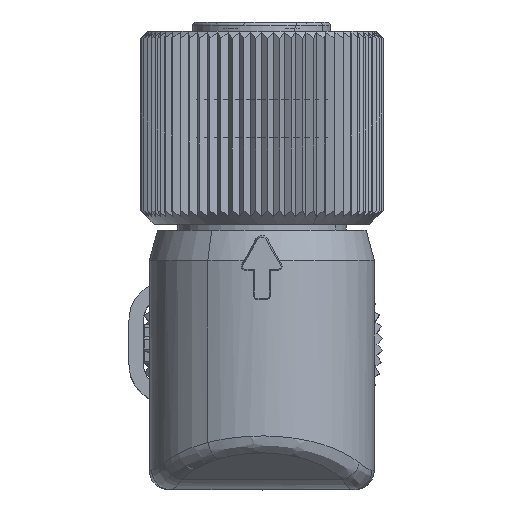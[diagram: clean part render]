
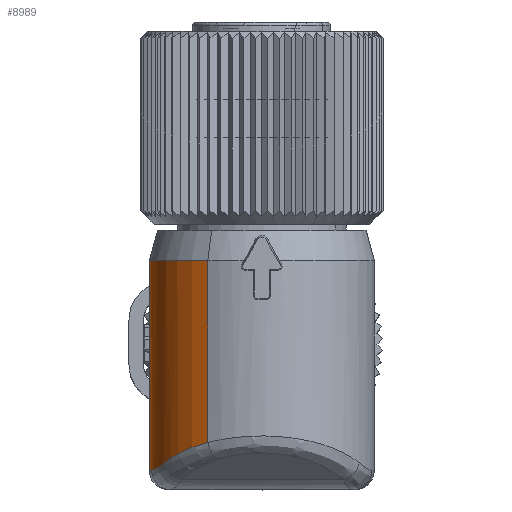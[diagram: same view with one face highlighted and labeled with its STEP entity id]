
A CAD part, top view. The second image highlights one B-rep face of the part: STEP entity #8989.
In plain terms, the highlighted cylindrical face has radius 4.6 mm (diameter 9.2 mm), a partial arc.
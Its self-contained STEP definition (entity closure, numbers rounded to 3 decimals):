
#8823=AXIS2_PLACEMENT_3D('Circle Axis2P3D',#8821,#8822,$) ;
#8863=AXIS2_PLACEMENT_3D('Cylinder Axis2P3D',#8860,#8861,#8862) ;
#8954=AXIS2_PLACEMENT_3D('Circle Axis2P3D',#8952,#8953,$) ;
#8821=CARTESIAN_POINT('Axis2P3D Location',(5.425,9.35,160.1)) ;
#8825=CARTESIAN_POINT('Vertex',(3.219,9.35,164.137)) ;
#8827=CARTESIAN_POINT('Vertex',(2.353,9.35,156.676)) ;
#8860=CARTESIAN_POINT('Axis2P3D Location',(5.425,5.3,160.1)) ;
#8865=CARTESIAN_POINT('Line Origine',(3.219,4.675,164.137)) ;
#8869=CARTESIAN_POINT('Vertex',(3.219,1.925,164.137)) ;
#8873=CARTESIAN_POINT('Control Point',(1.563,8.309,157.6)) ;
#8874=CARTESIAN_POINT('Control Point',(1.769,8.687,157.282)) ;
#8875=CARTESIAN_POINT('Control Point',(2.031,9.036,156.965)) ;
#8876=CARTESIAN_POINT('Control Point',(2.353,9.35,156.676)) ;
#8877=CARTESIAN_POINT('Vertex',(1.563,8.309,157.6)) ;
#8881=CARTESIAN_POINT('Control Point',(1.563,8.309,157.6)) ;
#8882=CARTESIAN_POINT('Control Point',(1.495,8.185,157.705)) ;
#8883=CARTESIAN_POINT('Control Point',(1.432,8.057,157.811)) ;
#8884=CARTESIAN_POINT('Control Point',(1.374,7.927,157.915)) ;
#8885=CARTESIAN_POINT('Control Point',(1.272,7.672,158.114)) ;
#8886=CARTESIAN_POINT('Control Point',(1.189,7.403,158.302)) ;
#8887=CARTESIAN_POINT('Control Point',(1.154,7.271,158.388)) ;
#8888=CARTESIAN_POINT('Control Point',(1.091,6.994,158.554)) ;
#8889=CARTESIAN_POINT('Control Point',(1.048,6.694,158.681)) ;
#8890=CARTESIAN_POINT('Control Point',(1.032,6.532,158.733)) ;
#8891=CARTESIAN_POINT('Control Point',(1.025,6.366,158.758)) ;
#8892=CARTESIAN_POINT('Control Point',(1.025,6.2,158.758)) ;
#8893=CARTESIAN_POINT('Vertex',(1.025,6.2,158.758)) ;
#8896=CARTESIAN_POINT('Line Origine',(1.025,4.675,158.758)) ;
#8900=CARTESIAN_POINT('Vertex',(1.025,3.36,158.758)) ;
#8904=CARTESIAN_POINT('Control Point',(3.915,1.041,155.755)) ;
#8905=CARTESIAN_POINT('Control Point',(3.605,1.033,155.863)) ;
#8906=CARTESIAN_POINT('Control Point',(3.314,1.062,155.995)) ;
#8907=CARTESIAN_POINT('Control Point',(3.048,1.117,156.145)) ;
#8908=CARTESIAN_POINT('Control Point',(2.619,1.248,156.434)) ;
#8909=CARTESIAN_POINT('Control Point',(2.261,1.424,156.751)) ;
#8910=CARTESIAN_POINT('Control Point',(2.116,1.508,156.895)) ;
#8911=CARTESIAN_POINT('Control Point',(1.842,1.694,157.198)) ;
#8912=CARTESIAN_POINT('Control Point',(1.615,1.904,157.51)) ;
#8913=CARTESIAN_POINT('Control Point',(1.511,2.018,157.672)) ;
#8914=CARTESIAN_POINT('Control Point',(1.372,2.195,157.914)) ;
#8915=CARTESIAN_POINT('Control Point',(1.256,2.394,158.152)) ;
#8916=CARTESIAN_POINT('Control Point',(1.221,2.46,158.228)) ;
#8917=CARTESIAN_POINT('Control Point',(1.17,2.573,158.349)) ;
#8918=CARTESIAN_POINT('Control Point',(1.125,2.698,158.464)) ;
#8919=CARTESIAN_POINT('Control Point',(1.109,2.747,158.506)) ;
#8920=CARTESIAN_POINT('Control Point',(1.073,2.875,158.606)) ;
#8921=CARTESIAN_POINT('Control Point',(1.045,3.025,158.691)) ;
#8922=CARTESIAN_POINT('Control Point',(1.031,3.127,158.737)) ;
#8923=CARTESIAN_POINT('Control Point',(1.025,3.244,158.758)) ;
#8924=CARTESIAN_POINT('Control Point',(1.025,3.36,158.758)) ;
#8925=CARTESIAN_POINT('Vertex',(3.915,1.041,155.755)) ;
#8929=CARTESIAN_POINT('Control Point',(6.935,1.041,155.755)) ;
#8930=CARTESIAN_POINT('Control Point',(6.208,1.059,155.502)) ;
#8931=CARTESIAN_POINT('Control Point',(5.425,1.065,155.412)) ;
#8932=CARTESIAN_POINT('Control Point',(4.641,1.059,155.502)) ;
#8933=CARTESIAN_POINT('Control Point',(3.915,1.041,155.755)) ;
#8934=CARTESIAN_POINT('Vertex',(6.935,1.041,155.755)) ;
#8938=CARTESIAN_POINT('Control Point',(6.935,1.041,155.755)) ;
#8939=CARTESIAN_POINT('Control Point',(7.183,1.035,155.841)) ;
#8940=CARTESIAN_POINT('Control Point',(7.416,1.057,155.946)) ;
#8941=CARTESIAN_POINT('Control Point',(7.63,1.096,156.063)) ;
#8942=CARTESIAN_POINT('Vertex',(7.63,1.096,156.063)) ;
#8945=CARTESIAN_POINT('Line Origine',(7.63,4.675,156.063)) ;
#8949=CARTESIAN_POINT('Vertex',(7.63,0.8,156.063)) ;
#8952=CARTESIAN_POINT('Axis2P3D Location',(5.425,0.8,160.1)) ;
#8956=CARTESIAN_POINT('Vertex',(0.927,0.8,161.064)) ;
#8960=CARTESIAN_POINT('Control Point',(0.927,0.8,161.064)) ;
#8961=CARTESIAN_POINT('Control Point',(1.004,0.8,161.422)) ;
#8962=CARTESIAN_POINT('Control Point',(1.119,0.853,161.774)) ;
#8963=CARTESIAN_POINT('Control Point',(1.269,0.954,162.101)) ;
#8964=CARTESIAN_POINT('Control Point',(1.438,1.095,162.395)) ;
#8965=CARTESIAN_POINT('Vertex',(1.438,1.095,162.395)) ;
#8969=CARTESIAN_POINT('Control Point',(3.219,1.925,164.137)) ;
#8970=CARTESIAN_POINT('Control Point',(2.648,1.777,163.825)) ;
#8971=CARTESIAN_POINT('Control Point',(2.147,1.579,163.411)) ;
#8972=CARTESIAN_POINT('Control Point',(1.743,1.348,162.925)) ;
#8973=CARTESIAN_POINT('Control Point',(1.438,1.095,162.395)) ;
#8822=DIRECTION('Axis2P3D Direction',(0.,-1.,0.)) ;
#8861=DIRECTION('Axis2P3D Direction',(0.,-1.,0.)) ;
#8862=DIRECTION('Axis2P3D XDirection',(-0.479,0.,0.878)) ;
#8866=DIRECTION('Vector Direction',(0.,-1.,0.)) ;
#8897=DIRECTION('Vector Direction',(0.,-1.,0.)) ;
#8946=DIRECTION('Vector Direction',(0.,-1.,0.)) ;
#8953=DIRECTION('Axis2P3D Direction',(0.,-1.,0.)) ;
#8867=VECTOR('Line Direction',#8866,1.) ;
#8898=VECTOR('Line Direction',#8897,1.) ;
#8947=VECTOR('Line Direction',#8946,1.) ;
#8976=ORIENTED_EDGE('',*,*,#8871,.T.) ;
#8977=ORIENTED_EDGE('',*,*,#8829,.T.) ;
#8978=ORIENTED_EDGE('',*,*,#8879,.F.) ;
#8979=ORIENTED_EDGE('',*,*,#8895,.T.) ;
#8980=ORIENTED_EDGE('',*,*,#8902,.F.) ;
#8981=ORIENTED_EDGE('',*,*,#8927,.F.) ;
#8982=ORIENTED_EDGE('',*,*,#8936,.F.) ;
#8983=ORIENTED_EDGE('',*,*,#8944,.F.) ;
#8984=ORIENTED_EDGE('',*,*,#8951,.T.) ;
#8985=ORIENTED_EDGE('',*,*,#8958,.F.) ;
#8986=ORIENTED_EDGE('',*,*,#8967,.F.) ;
#8987=ORIENTED_EDGE('',*,*,#8974,.F.) ;
#8989=ADVANCED_FACE('Hauptk\X2\00F6\X0\rper',(#8988),#8864,.T.) ;
#8872=B_SPLINE_CURVE_WITH_KNOTS('',3,(#8873,#8874,#8875,#8876),.UNSPECIFIED.,.F.,.U.,(4,4),(0.,2.268),.UNSPECIFIED.) ;
#8880=B_SPLINE_CURVE_WITH_KNOTS('',5,(#8881,#8882,#8883,#8884,#8885,#8886,#8887,#8888,#8889,#8890,#8891,#8892),.UNSPECIFIED.,.F.,.U.,(6,3,3,6),(0.,1.251,2.393,3.568),.UNSPECIFIED.) ;
#8903=B_SPLINE_CURVE_WITH_KNOTS('',5,(#8904,#8905,#8906,#8907,#8908,#8909,#8910,#8911,#8912,#8913,#8914,#8915,#8916,#8917,#8918,#8919,#8920,#8921,#8922,#8923,#8924),.UNSPECIFIED.,.F.,.U.,(6,3,3,3,3,3,6),(0.,2.24,4.018,5.91,6.821,7.358,8.15),.UNSPECIFIED.) ;
#8928=B_SPLINE_CURVE_WITH_KNOTS('',4,(#8929,#8930,#8931,#8932,#8933),.UNSPECIFIED.,.F.,.U.,(5,5),(1.077,5.429),.UNSPECIFIED.) ;
#8937=B_SPLINE_CURVE_WITH_KNOTS('',3,(#8938,#8939,#8940,#8941),.UNSPECIFIED.,.F.,.U.,(4,4),(0.,1.077),.UNSPECIFIED.) ;
#8959=B_SPLINE_CURVE_WITH_KNOTS('',4,(#8960,#8961,#8962,#8963,#8964),.UNSPECIFIED.,.F.,.U.,(5,5),(11.156,13.352),.UNSPECIFIED.) ;
#8968=B_SPLINE_CURVE_WITH_KNOTS('',4,(#8969,#8970,#8971,#8972,#8973),.UNSPECIFIED.,.F.,.U.,(5,5),(0.,3.481),.UNSPECIFIED.) ;
#8824=CIRCLE('generated circle',#8823,4.6) ;
#8955=CIRCLE('generated circle',#8954,4.6) ;
#8864=CYLINDRICAL_SURFACE('generated cylinder',#8863,4.6) ;
#8829=EDGE_CURVE('',#8826,#8828,#8824,.T.) ;
#8871=EDGE_CURVE('',#8870,#8826,#8868,.F.) ;
#8879=EDGE_CURVE('',#8878,#8828,#8872,.T.) ;
#8895=EDGE_CURVE('',#8878,#8894,#8880,.T.) ;
#8902=EDGE_CURVE('',#8901,#8894,#8899,.F.) ;
#8927=EDGE_CURVE('',#8926,#8901,#8903,.T.) ;
#8936=EDGE_CURVE('',#8935,#8926,#8928,.T.) ;
#8944=EDGE_CURVE('',#8943,#8935,#8937,.F.) ;
#8951=EDGE_CURVE('',#8943,#8950,#8948,.T.) ;
#8958=EDGE_CURVE('',#8957,#8950,#8955,.T.) ;
#8967=EDGE_CURVE('',#8966,#8957,#8959,.F.) ;
#8974=EDGE_CURVE('',#8870,#8966,#8968,.T.) ;
#8975=EDGE_LOOP('',(#8976,#8977,#8978,#8979,#8980,#8981,#8982,#8983,#8984,#8985,#8986,#8987)) ;
#8988=FACE_OUTER_BOUND('',#8975,.T.) ;
#8868=LINE('Line',#8865,#8867) ;
#8899=LINE('Line',#8896,#8898) ;
#8948=LINE('Line',#8945,#8947) ;
#8826=VERTEX_POINT('',#8825) ;
#8828=VERTEX_POINT('',#8827) ;
#8870=VERTEX_POINT('',#8869) ;
#8878=VERTEX_POINT('',#8877) ;
#8894=VERTEX_POINT('',#8893) ;
#8901=VERTEX_POINT('',#8900) ;
#8926=VERTEX_POINT('',#8925) ;
#8935=VERTEX_POINT('',#8934) ;
#8943=VERTEX_POINT('',#8942) ;
#8950=VERTEX_POINT('',#8949) ;
#8957=VERTEX_POINT('',#8956) ;
#8966=VERTEX_POINT('',#8965) ;
